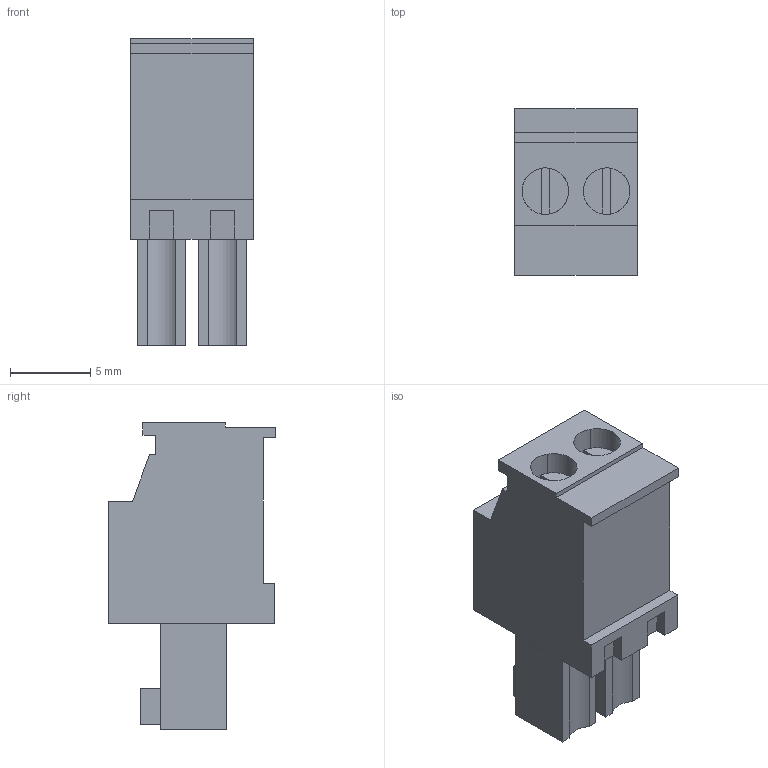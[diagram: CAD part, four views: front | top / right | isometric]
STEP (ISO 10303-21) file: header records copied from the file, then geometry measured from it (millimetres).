
FILE_DESCRIPTION(('CATIA V5 STEP Exchange','CAx-IF Rec.Pracs.--- Model Styling and Organization---1.2---2011-12-15'),'2;1');
FILE_NAME ('D1456421_0_1798500000_1798500000.stp','2017-04-12T06:57:11+00:00',('none'),('Weidmueller'),'CATIA Version 5-6 Release 2014','CATIA V5 STEP AP214','none');
FILE_SCHEMA(('AUTOMOTIVE_DESIGN { 1 0 10303 214 1 1 1 1 }'));
Length unit declared in the file: millimetre
Products named in the file (1): 1798500000
Bounding box: 7.62 x 10.4 x 19.1 mm (x, y, z)
Volume: 936.4 mm3; surface area: 946.8 mm2
Topology: 3 solids, 3 shells, 100 faces, 256 edges, 172 vertices
Faces by surface type: plane 86, cylinder 14
Entity records: 3052 total; most frequent: CARTESIAN_POINT 542, ORIENTED_EDGE 512, DIRECTION 434, EDGE_CURVE 256, VECTOR 220, LINE 220, VERTEX_POINT 172, AXIS2_PLACEMENT_3D 124
